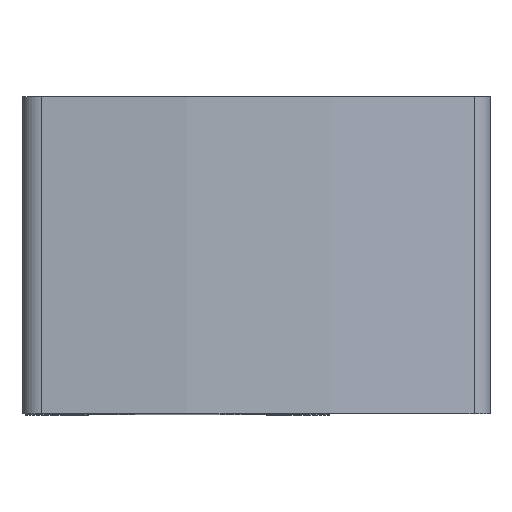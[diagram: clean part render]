
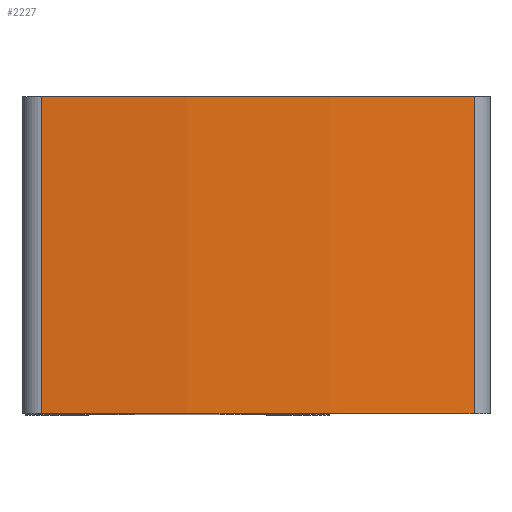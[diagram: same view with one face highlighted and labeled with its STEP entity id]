
A CAD part, top view. The second image highlights one B-rep face of the part: STEP entity #2227.
In plain terms, the highlighted cylindrical face has radius 66.106 mm (diameter 132.211 mm), a partial arc.
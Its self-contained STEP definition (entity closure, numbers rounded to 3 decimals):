
#43 = PLANE('',#44);
#44 = AXIS2_PLACEMENT_3D('',#45,#46,#47);
#45 = CARTESIAN_POINT('',(7.8,-38.2,0.));
#46 = DIRECTION('',(0.,0.,-1.));
#47 = DIRECTION('',(0.,1.,0.));
#366 = VERTEX_POINT('',#367);
#367 = CARTESIAN_POINT('',(8.565,4.851,0.));
#382 = CYLINDRICAL_SURFACE('',#383,1.);
#383 = AXIS2_PLACEMENT_3D('',#384,#385,#386);
#384 = CARTESIAN_POINT('',(8.632,3.853,0.));
#385 = DIRECTION('',(0.,0.,1.));
#386 = DIRECTION('',(-0.997,-0.082,0.));
#394 = EDGE_CURVE('',#395,#366,#397,.T.);
#395 = VERTEX_POINT('',#396);
#396 = CARTESIAN_POINT('',(29.017,3.03,0.));
#397 = SURFACE_CURVE('',#398,(#403,#414),.PCURVE_S1.);
#398 = CIRCLE('',#399,66.106);
#399 = AXIS2_PLACEMENT_3D('',#400,#401,#402);
#400 = CARTESIAN_POINT('',(13.,-61.106,0.));
#401 = DIRECTION('',(0.,0.,1.));
#402 = DIRECTION('',(1.,0.,0.));
#403 = PCURVE('',#43,#404);
#404 = DEFINITIONAL_REPRESENTATION('',(#405),#413);
#405 = ( BOUNDED_CURVE() B_SPLINE_CURVE(2,(#406,#407,#408,#409,#410,#411
,#412),.UNSPECIFIED.,.T.,.F.) B_SPLINE_CURVE_WITH_KNOTS((1,2,2,2,2,1),(
    -2.094,0.,2.094,4.189,6.283,
8.378),.UNSPECIFIED.) CURVE() GEOMETRIC_REPRESENTATION_ITEM() 
RATIONAL_B_SPLINE_CURVE((1.,0.5,1.,0.5,1.,0.5,1.)) REPRESENTATION_ITEM(
  '') );
#406 = CARTESIAN_POINT('',(-22.906,71.306));
#407 = CARTESIAN_POINT('',(91.593,71.306));
#408 = CARTESIAN_POINT('',(34.344,-27.853));
#409 = CARTESIAN_POINT('',(-22.906,-127.011));
#410 = CARTESIAN_POINT('',(-80.155,-27.853));
#411 = CARTESIAN_POINT('',(-137.404,71.306));
#412 = CARTESIAN_POINT('',(-22.906,71.306));
#413 = ( GEOMETRIC_REPRESENTATION_CONTEXT(2) 
PARAMETRIC_REPRESENTATION_CONTEXT() REPRESENTATION_CONTEXT('2D SPACE',''
  ) );
#414 = PCURVE('',#415,#420);
#415 = CYLINDRICAL_SURFACE('',#416,66.106);
#416 = AXIS2_PLACEMENT_3D('',#417,#418,#419);
#417 = CARTESIAN_POINT('',(13.,-61.106,0.));
#418 = DIRECTION('',(0.,0.,-1.));
#419 = DIRECTION('',(1.,0.,0.));
#420 = DEFINITIONAL_REPRESENTATION('',(#421),#425);
#421 = LINE('',#422,#423);
#422 = CARTESIAN_POINT('',(0.,0.));
#423 = VECTOR('',#424,1.);
#424 = DIRECTION('',(-1.,0.));
#425 = ( GEOMETRIC_REPRESENTATION_CONTEXT(2) 
PARAMETRIC_REPRESENTATION_CONTEXT() REPRESENTATION_CONTEXT('2D SPACE',''
  ) );
#444 = CYLINDRICAL_SURFACE('',#445,1.);
#445 = AXIS2_PLACEMENT_3D('',#446,#447,#448);
#446 = CARTESIAN_POINT('',(28.774,2.06,0.));
#447 = DIRECTION('',(0.,0.,1.));
#448 = DIRECTION('',(0.242,0.97,0.));
#1033 = PLANE('',#1034);
#1034 = AXIS2_PLACEMENT_3D('',#1035,#1036,#1037);
#1035 = CARTESIAN_POINT('',(7.8,-38.2,15.));
#1036 = DIRECTION('',(0.,0.,-1.));
#1037 = DIRECTION('',(0.,1.,0.));
#2133 = EDGE_CURVE('',#366,#2134,#2136,.T.);
#2134 = VERTEX_POINT('',#2135);
#2135 = CARTESIAN_POINT('',(8.565,4.851,15.));
#2136 = SURFACE_CURVE('',#2137,(#2141,#2148),.PCURVE_S1.);
#2137 = LINE('',#2138,#2139);
#2138 = CARTESIAN_POINT('',(8.565,4.851,0.));
#2139 = VECTOR('',#2140,1.);
#2140 = DIRECTION('',(0.,0.,1.));
#2141 = PCURVE('',#382,#2142);
#2142 = DEFINITIONAL_REPRESENTATION('',(#2143),#2147);
#2143 = LINE('',#2144,#2145);
#2144 = CARTESIAN_POINT('',(-1.586,0.));
#2145 = VECTOR('',#2146,1.);
#2146 = DIRECTION('',(0.,1.));
#2147 = ( GEOMETRIC_REPRESENTATION_CONTEXT(2) 
PARAMETRIC_REPRESENTATION_CONTEXT() REPRESENTATION_CONTEXT('2D SPACE',''
  ) );
#2148 = PCURVE('',#415,#2149);
#2149 = DEFINITIONAL_REPRESENTATION('',(#2150),#2154);
#2150 = LINE('',#2151,#2152);
#2151 = CARTESIAN_POINT('',(-1.638,0.));
#2152 = VECTOR('',#2153,1.);
#2153 = DIRECTION('',(0.,-1.));
#2154 = ( GEOMETRIC_REPRESENTATION_CONTEXT(2) 
PARAMETRIC_REPRESENTATION_CONTEXT() REPRESENTATION_CONTEXT('2D SPACE',''
  ) );
#2227 = ADVANCED_FACE('',(#2228),#415,.T.);
#2228 = FACE_BOUND('',#2229,.F.);
#2229 = EDGE_LOOP('',(#2230,#2231,#2254,#2280));
#2230 = ORIENTED_EDGE('',*,*,#394,.F.);
#2231 = ORIENTED_EDGE('',*,*,#2232,.T.);
#2232 = EDGE_CURVE('',#395,#2233,#2235,.T.);
#2233 = VERTEX_POINT('',#2234);
#2234 = CARTESIAN_POINT('',(29.017,3.03,15.));
#2235 = SURFACE_CURVE('',#2236,(#2240,#2247),.PCURVE_S1.);
#2236 = LINE('',#2237,#2238);
#2237 = CARTESIAN_POINT('',(29.017,3.03,0.));
#2238 = VECTOR('',#2239,1.);
#2239 = DIRECTION('',(0.,0.,1.));
#2240 = PCURVE('',#415,#2241);
#2241 = DEFINITIONAL_REPRESENTATION('',(#2242),#2246);
#2242 = LINE('',#2243,#2244);
#2243 = CARTESIAN_POINT('',(-1.326,0.));
#2244 = VECTOR('',#2245,1.);
#2245 = DIRECTION('',(0.,-1.));
#2246 = ( GEOMETRIC_REPRESENTATION_CONTEXT(2) 
PARAMETRIC_REPRESENTATION_CONTEXT() REPRESENTATION_CONTEXT('2D SPACE',''
  ) );
#2247 = PCURVE('',#444,#2248);
#2248 = DEFINITIONAL_REPRESENTATION('',(#2249),#2253);
#2249 = LINE('',#2250,#2251);
#2250 = CARTESIAN_POINT('',(0.,0.));
#2251 = VECTOR('',#2252,1.);
#2252 = DIRECTION('',(0.,1.));
#2253 = ( GEOMETRIC_REPRESENTATION_CONTEXT(2) 
PARAMETRIC_REPRESENTATION_CONTEXT() REPRESENTATION_CONTEXT('2D SPACE',''
  ) );
#2254 = ORIENTED_EDGE('',*,*,#2255,.T.);
#2255 = EDGE_CURVE('',#2233,#2134,#2256,.T.);
#2256 = SURFACE_CURVE('',#2257,(#2262,#2269),.PCURVE_S1.);
#2257 = CIRCLE('',#2258,66.106);
#2258 = AXIS2_PLACEMENT_3D('',#2259,#2260,#2261);
#2259 = CARTESIAN_POINT('',(13.,-61.106,15.));
#2260 = DIRECTION('',(0.,0.,1.));
#2261 = DIRECTION('',(1.,0.,0.));
#2262 = PCURVE('',#415,#2263);
#2263 = DEFINITIONAL_REPRESENTATION('',(#2264),#2268);
#2264 = LINE('',#2265,#2266);
#2265 = CARTESIAN_POINT('',(0.,-15.));
#2266 = VECTOR('',#2267,1.);
#2267 = DIRECTION('',(-1.,0.));
#2268 = ( GEOMETRIC_REPRESENTATION_CONTEXT(2) 
PARAMETRIC_REPRESENTATION_CONTEXT() REPRESENTATION_CONTEXT('2D SPACE',''
  ) );
#2269 = PCURVE('',#1033,#2270);
#2270 = DEFINITIONAL_REPRESENTATION('',(#2271),#2279);
#2271 = ( BOUNDED_CURVE() B_SPLINE_CURVE(2,(#2272,#2273,#2274,#2275,
#2276,#2277,#2278),.UNSPECIFIED.,.T.,.F.) B_SPLINE_CURVE_WITH_KNOTS((1,2
    ,2,2,2,1),(-2.094,0.,2.094,4.189,
6.283,8.378),.UNSPECIFIED.) CURVE() 
GEOMETRIC_REPRESENTATION_ITEM() RATIONAL_B_SPLINE_CURVE((1.,0.5,1.,0.5,
1.,0.5,1.)) REPRESENTATION_ITEM('') );
#2272 = CARTESIAN_POINT('',(-22.906,71.306));
#2273 = CARTESIAN_POINT('',(91.593,71.306));
#2274 = CARTESIAN_POINT('',(34.344,-27.853));
#2275 = CARTESIAN_POINT('',(-22.906,-127.011));
#2276 = CARTESIAN_POINT('',(-80.155,-27.853));
#2277 = CARTESIAN_POINT('',(-137.404,71.306));
#2278 = CARTESIAN_POINT('',(-22.906,71.306));
#2279 = ( GEOMETRIC_REPRESENTATION_CONTEXT(2) 
PARAMETRIC_REPRESENTATION_CONTEXT() REPRESENTATION_CONTEXT('2D SPACE',''
  ) );
#2280 = ORIENTED_EDGE('',*,*,#2133,.F.);
